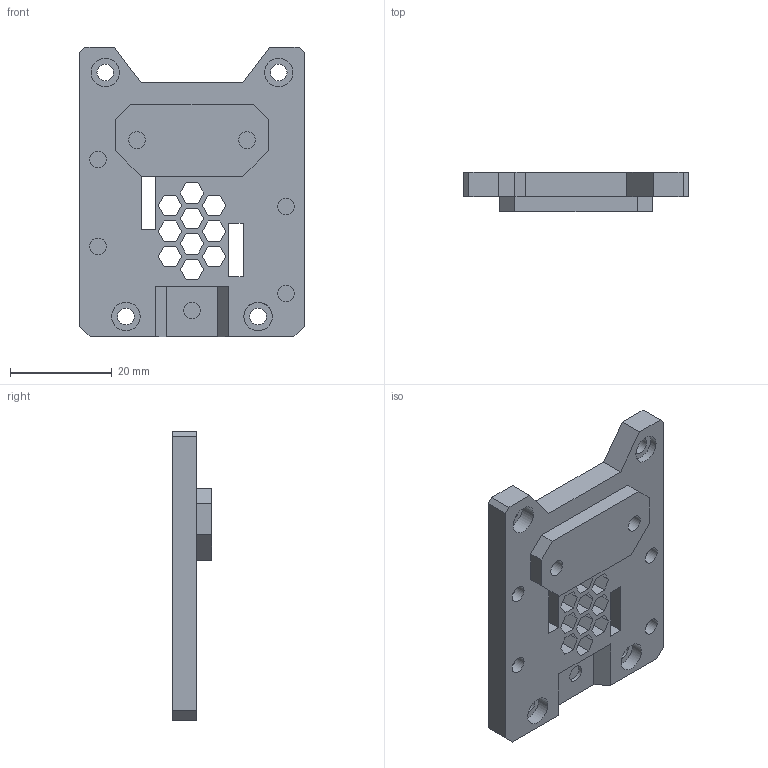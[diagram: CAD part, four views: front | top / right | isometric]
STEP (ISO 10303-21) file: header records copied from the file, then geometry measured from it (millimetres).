
FILE_DESCRIPTION(/* description */ (''),/* implementation_level */ '2;1');
FILE_NAME(/* name */ 'VzBot Face for MGN9.step',/* time_stamp */ '2021-10-28T13:53:58+01:00',/* author */ (''),/* organization */ (''),/* preprocessor_version */ 'ST-DEVELOPER v18.1',/* originating_system */ 'Autodesk Translation Framework v10.10.0.1391',/* authorisation */ '');
FILE_SCHEMA (('AUTOMOTIVE_DESIGN { 1 0 10303 214 3 1 1 }'));
Length unit declared in the file: millimetre
Products named in the file (1): universal_face
Bounding box: 44.1 x 7.8 x 57 mm (x, y, z)
Volume: 10163.1 mm3; surface area: 7210.5 mm2
Topology: 1 solids, 1 shells, 186 faces, 496 edges, 329 vertices
Faces by surface type: plane 169, cylinder 15, cone 2
Full cylindrical faces by diameter (mm): 3.3 x11, 5.6 x4
Entity records: 5788 total; most frequent: CARTESIAN_POINT 1036, ORIENTED_EDGE 992, DIRECTION 890, EDGE_CURVE 496, LINE 452, VECTOR 452, VERTEX_POINT 329, EDGE_LOOP 237
